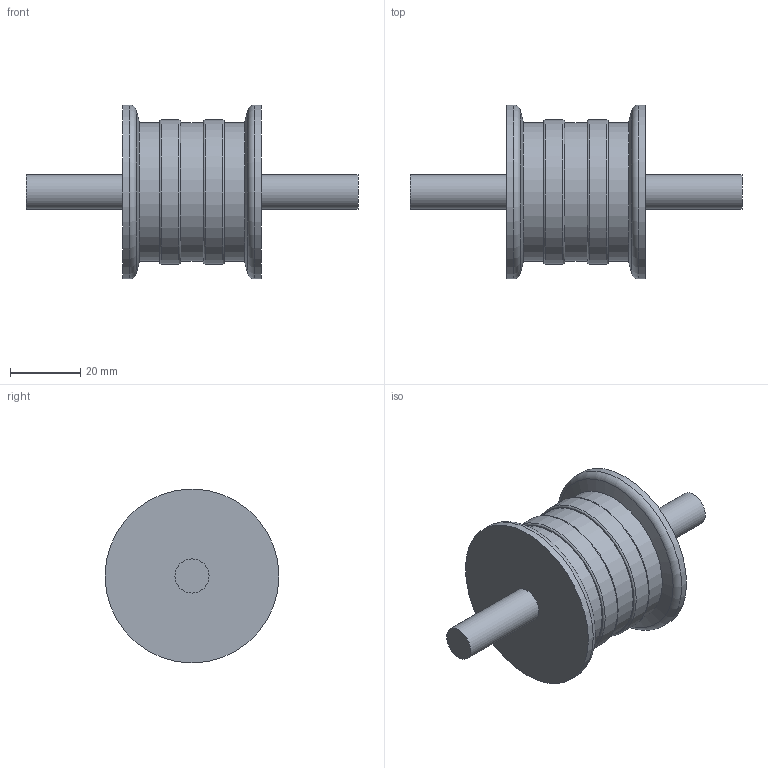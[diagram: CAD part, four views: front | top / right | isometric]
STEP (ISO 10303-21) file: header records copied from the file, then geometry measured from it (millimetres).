
FILE_DESCRIPTION(/* description */ (''),/* implementation_level */ '2;1');
FILE_NAME(/* name */ 'PR8-M10-D50-H40.stp',/* time_stamp */ '2025-04-24T11:50:34+09:00',/* author */ ('user'),/* organization */ (''),/* preprocessor_version */ 'ST-DEVELOPER v15.6',/* originating_system */ 'Autodesk Inventor 2015',/* authorisation */ '');
FILE_SCHEMA (('AUTOMOTIVE_DESIGN { 1 0 10303 214 3 1 1 }'));
Length unit declared in the file: millimetre
Products named in the file (1): PR8-M10-D50-H40
Bounding box: 94.5 x 49.5 x 49.5 mm (x, y, z)
Volume: 59168.3 mm3; surface area: 11952.5 mm2
Topology: 1 solids, 1 shells, 25 faces, 41 edges, 24 vertices
Faces by surface type: cylinder 9, plane 8, torus 6, cone 2
Full cylindrical faces by diameter (mm): 9.7 x2, 39.5 x3, 41 x2, 49.5 x2
Entity records: 518 total; most frequent: DIRECTION 100, CARTESIAN_POINT 74, AXIS2_PLACEMENT_3D 50, EDGE_LOOP 48, ORIENTED_EDGE 48, FACE_OUTER_BOUND 25, ADVANCED_FACE 25, CIRCLE 24
